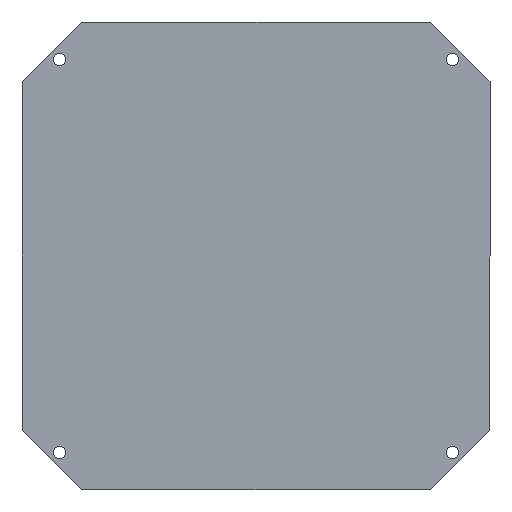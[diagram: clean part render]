
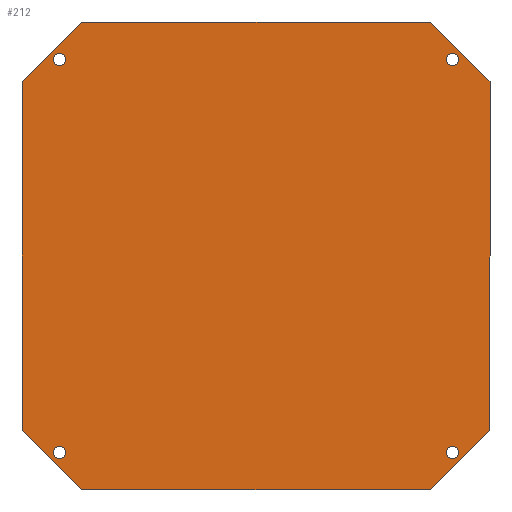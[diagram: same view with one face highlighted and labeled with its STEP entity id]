
A CAD part, front view. The second image highlights one B-rep face of the part: STEP entity #212.
In plain terms, the highlighted planar face has unit normal (0, -1, 0).
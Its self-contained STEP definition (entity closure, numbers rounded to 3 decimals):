
#9 = CARTESIAN_POINT ( 'NONE',  ( -125., 0., 93. ) ) ;
#10 = ORIENTED_EDGE ( 'NONE', *, *, #664, .T. ) ;
#15 = ORIENTED_EDGE ( 'NONE', *, *, #460, .T. ) ;
#16 = EDGE_CURVE ( 'NONE', #222, #63, #350, .T. ) ;
#26 = VERTEX_POINT ( 'NONE', #286 ) ;
#27 = CARTESIAN_POINT ( 'NONE',  ( 93., 0., -125. ) ) ;
#28 = CARTESIAN_POINT ( 'NONE',  ( 105., 0., -105. ) ) ;
#29 = EDGE_LOOP ( 'NONE', ( #260, #421 ) ) ;
#37 = DIRECTION ( 'NONE',  ( 0., 0., 1. ) ) ;
#42 = DIRECTION ( 'NONE',  ( 1., 0., 0. ) ) ;
#44 = LINE ( 'NONE', #446, #123 ) ;
#48 = DIRECTION ( 'NONE',  ( 0., 1., 0. ) ) ;
#52 = CARTESIAN_POINT ( 'NONE',  ( -125., 0., -125. ) ) ;
#55 = AXIS2_PLACEMENT_3D ( 'NONE', #28, #342, #37 ) ;
#60 = EDGE_CURVE ( 'NONE', #435, #464, #89, .T. ) ;
#62 = CIRCLE ( 'NONE', #520, 3.25 ) ;
#63 = VERTEX_POINT ( 'NONE', #95 ) ;
#65 = ORIENTED_EDGE ( 'NONE', *, *, #491, .T. ) ;
#67 = ORIENTED_EDGE ( 'NONE', *, *, #305, .F. ) ;
#68 = EDGE_CURVE ( 'NONE', #63, #222, #470, .T. ) ;
#70 = PLANE ( 'NONE',  #93 ) ;
#74 = CARTESIAN_POINT ( 'NONE',  ( -125., 0., -93. ) ) ;
#89 = LINE ( 'NONE', #395, #386 ) ;
#92 = CARTESIAN_POINT ( 'NONE',  ( -105., 0., 108.25 ) ) ;
#93 = AXIS2_PLACEMENT_3D ( 'NONE', #340, #273, #393 ) ;
#95 = CARTESIAN_POINT ( 'NONE',  ( -105., 0., -108.25 ) ) ;
#97 = EDGE_CURVE ( 'NONE', #509, #623, #44, .T. ) ;
#98 = CARTESIAN_POINT ( 'NONE',  ( 105., 0., -105. ) ) ;
#102 = ORIENTED_EDGE ( 'NONE', *, *, #16, .T. ) ;
#107 = VERTEX_POINT ( 'NONE', #494 ) ;
#120 = ORIENTED_EDGE ( 'NONE', *, *, #436, .T. ) ;
#123 = VECTOR ( 'NONE', #238, 1000. ) ;
#129 = DIRECTION ( 'NONE',  ( 0., 1., 0. ) ) ;
#132 = DIRECTION ( 'NONE',  ( 0., 1., 0. ) ) ;
#134 = DIRECTION ( 'NONE',  ( 0., 0., -1. ) ) ;
#135 = AXIS2_PLACEMENT_3D ( 'NONE', #290, #555, #134 ) ;
#136 = EDGE_CURVE ( 'NONE', #215, #26, #609, .T. ) ;
#137 = CARTESIAN_POINT ( 'NONE',  ( 125., 0., 93. ) ) ;
#149 = DIRECTION ( 'NONE',  ( -0.707, 0., -0.707 ) ) ;
#152 = ORIENTED_EDGE ( 'NONE', *, *, #68, .T. ) ;
#154 = DIRECTION ( 'NONE',  ( 0., 0., 1. ) ) ;
#156 = EDGE_LOOP ( 'NONE', ( #339, #10 ) ) ;
#157 = CARTESIAN_POINT ( 'NONE',  ( -105., 0., 105. ) ) ;
#158 = LINE ( 'NONE', #52, #371 ) ;
#175 = CIRCLE ( 'NONE', #485, 3.25 ) ;
#177 = AXIS2_PLACEMENT_3D ( 'NONE', #199, #246, #595 ) ;
#184 = AXIS2_PLACEMENT_3D ( 'NONE', #507, #314, #154 ) ;
#186 = EDGE_LOOP ( 'NONE', ( #423, #120 ) ) ;
#199 = CARTESIAN_POINT ( 'NONE',  ( -105., 0., -105. ) ) ;
#204 = CARTESIAN_POINT ( 'NONE',  ( -125., 0., 125. ) ) ;
#212 = ADVANCED_FACE ( 'NONE', ( #444, #434, #636, #329, #488 ), #70, .F. ) ;
#215 = VERTEX_POINT ( 'NONE', #385 ) ;
#218 = AXIS2_PLACEMENT_3D ( 'NONE', #157, #559, #253 ) ;
#220 = ORIENTED_EDGE ( 'NONE', *, *, #60, .F. ) ;
#221 = EDGE_LOOP ( 'NONE', ( #225, #349, #220, #15, #67, #630, #360, #65 ) ) ;
#222 = VERTEX_POINT ( 'NONE', #284 ) ;
#225 = ORIENTED_EDGE ( 'NONE', *, *, #622, .F. ) ;
#238 = DIRECTION ( 'NONE',  ( 0., 0., 1. ) ) ;
#239 = VECTOR ( 'NONE', #42, 1000. ) ;
#246 = DIRECTION ( 'NONE',  ( 0., 1., 0. ) ) ;
#247 = EDGE_CURVE ( 'NONE', #528, #464, #438, .T. ) ;
#253 = DIRECTION ( 'NONE',  ( 0., 0., 1. ) ) ;
#260 = ORIENTED_EDGE ( 'NONE', *, *, #374, .T. ) ;
#273 = DIRECTION ( 'NONE',  ( 0., 1., 0. ) ) ;
#280 = CARTESIAN_POINT ( 'NONE',  ( 105., 0., 101.75 ) ) ;
#284 = CARTESIAN_POINT ( 'NONE',  ( -105., 0., -101.75 ) ) ;
#286 = CARTESIAN_POINT ( 'NONE',  ( 105., 0., -101.75 ) ) ;
#288 = DIRECTION ( 'NONE',  ( 0.707, 0., 0.707 ) ) ;
#289 = CARTESIAN_POINT ( 'NONE',  ( -105., 0., 101.75 ) ) ;
#290 = CARTESIAN_POINT ( 'NONE',  ( -105., 0., -105. ) ) ;
#291 = CARTESIAN_POINT ( 'NONE',  ( 93., 0., 125. ) ) ;
#293 = DIRECTION ( 'NONE',  ( 0., 0., -1. ) ) ;
#305 = EDGE_CURVE ( 'NONE', #587, #361, #610, .T. ) ;
#310 = CIRCLE ( 'NONE', #543, 3.25 ) ;
#314 = DIRECTION ( 'NONE',  ( 0., 1., 0. ) ) ;
#329 = FACE_BOUND ( 'NONE', #186, .T. ) ;
#336 = DIRECTION ( 'NONE',  ( 0.707, 0., -0.707 ) ) ;
#339 = ORIENTED_EDGE ( 'NONE', *, *, #136, .T. ) ;
#340 = CARTESIAN_POINT ( 'NONE',  ( 0., 0., 0. ) ) ;
#341 = CARTESIAN_POINT ( 'NONE',  ( 105., 0., 105. ) ) ;
#342 = DIRECTION ( 'NONE',  ( 0., 1., 0. ) ) ;
#349 = ORIENTED_EDGE ( 'NONE', *, *, #247, .T. ) ;
#350 = CIRCLE ( 'NONE', #135, 3.25 ) ;
#360 = ORIENTED_EDGE ( 'NONE', *, *, #97, .F. ) ;
#361 = VERTEX_POINT ( 'NONE', #291 ) ;
#367 = DIRECTION ( 'NONE',  ( -1., 0., 0. ) ) ;
#371 = VECTOR ( 'NONE', #367, 1000. ) ;
#374 = EDGE_CURVE ( 'NONE', #561, #431, #429, .T. ) ;
#385 = CARTESIAN_POINT ( 'NONE',  ( 105., 0., -108.25 ) ) ;
#386 = VECTOR ( 'NONE', #655, 1000. ) ;
#391 = DIRECTION ( 'NONE',  ( -0.707, 0., 0.707 ) ) ;
#393 = DIRECTION ( 'NONE',  ( 0., 0., 1. ) ) ;
#395 = CARTESIAN_POINT ( 'NONE',  ( 125., 0., -125. ) ) ;
#399 = LINE ( 'NONE', #657, #430 ) ;
#402 = CARTESIAN_POINT ( 'NONE',  ( 125., 0., 93. ) ) ;
#407 = EDGE_CURVE ( 'NONE', #587, #623, #563, .T. ) ;
#413 = CARTESIAN_POINT ( 'NONE',  ( -93., 0., 125. ) ) ;
#414 = CARTESIAN_POINT ( 'NONE',  ( -93., 0., -125. ) ) ;
#421 = ORIENTED_EDGE ( 'NONE', *, *, #624, .T. ) ;
#423 = ORIENTED_EDGE ( 'NONE', *, *, #553, .T. ) ;
#429 = CIRCLE ( 'NONE', #218, 3.25 ) ;
#430 = VECTOR ( 'NONE', #336, 1000. ) ;
#431 = VERTEX_POINT ( 'NONE', #92 ) ;
#434 = FACE_BOUND ( 'NONE', #156, .T. ) ;
#435 = VERTEX_POINT ( 'NONE', #137 ) ;
#436 = EDGE_CURVE ( 'NONE', #107, #517, #310, .T. ) ;
#438 = LINE ( 'NONE', #481, #566 ) ;
#444 = FACE_OUTER_BOUND ( 'NONE', #221, .T. ) ;
#446 = CARTESIAN_POINT ( 'NONE',  ( -125., 0., -125. ) ) ;
#452 = LINE ( 'NONE', #402, #640 ) ;
#456 = CARTESIAN_POINT ( 'NONE',  ( 105., 0., 105. ) ) ;
#459 = CARTESIAN_POINT ( 'NONE',  ( 125., 0., -93. ) ) ;
#460 = EDGE_CURVE ( 'NONE', #435, #361, #452, .T. ) ;
#464 = VERTEX_POINT ( 'NONE', #459 ) ;
#470 = CIRCLE ( 'NONE', #177, 3.25 ) ;
#481 = CARTESIAN_POINT ( 'NONE',  ( 93., 0., -125. ) ) ;
#485 = AXIS2_PLACEMENT_3D ( 'NONE', #456, #132, #654 ) ;
#488 = FACE_BOUND ( 'NONE', #29, .T. ) ;
#491 = EDGE_CURVE ( 'NONE', #509, #591, #399, .T. ) ;
#494 = CARTESIAN_POINT ( 'NONE',  ( 105., 0., 108.25 ) ) ;
#507 = CARTESIAN_POINT ( 'NONE',  ( -105., 0., 105. ) ) ;
#509 = VERTEX_POINT ( 'NONE', #74 ) ;
#517 = VERTEX_POINT ( 'NONE', #280 ) ;
#518 = DIRECTION ( 'NONE',  ( 0., 0., 1. ) ) ;
#520 = AXIS2_PLACEMENT_3D ( 'NONE', #98, #48, #518 ) ;
#528 = VERTEX_POINT ( 'NONE', #27 ) ;
#540 = CIRCLE ( 'NONE', #184, 3.25 ) ;
#543 = AXIS2_PLACEMENT_3D ( 'NONE', #341, #129, #293 ) ;
#553 = EDGE_CURVE ( 'NONE', #517, #107, #175, .T. ) ;
#555 = DIRECTION ( 'NONE',  ( 0., 1., 0. ) ) ;
#559 = DIRECTION ( 'NONE',  ( 0., 1., 0. ) ) ;
#561 = VERTEX_POINT ( 'NONE', #289 ) ;
#563 = LINE ( 'NONE', #413, #661 ) ;
#566 = VECTOR ( 'NONE', #288, 1000. ) ;
#575 = EDGE_LOOP ( 'NONE', ( #152, #102 ) ) ;
#587 = VERTEX_POINT ( 'NONE', #615 ) ;
#591 = VERTEX_POINT ( 'NONE', #414 ) ;
#595 = DIRECTION ( 'NONE',  ( 0., 0., -1. ) ) ;
#609 = CIRCLE ( 'NONE', #55, 3.25 ) ;
#610 = LINE ( 'NONE', #204, #239 ) ;
#615 = CARTESIAN_POINT ( 'NONE',  ( -93., 0., 125. ) ) ;
#622 = EDGE_CURVE ( 'NONE', #528, #591, #158, .T. ) ;
#623 = VERTEX_POINT ( 'NONE', #9 ) ;
#624 = EDGE_CURVE ( 'NONE', #431, #561, #540, .T. ) ;
#630 = ORIENTED_EDGE ( 'NONE', *, *, #407, .T. ) ;
#636 = FACE_BOUND ( 'NONE', #575, .T. ) ;
#640 = VECTOR ( 'NONE', #391, 1000. ) ;
#654 = DIRECTION ( 'NONE',  ( 0., 0., -1. ) ) ;
#655 = DIRECTION ( 'NONE',  ( 0., 0., -1. ) ) ;
#657 = CARTESIAN_POINT ( 'NONE',  ( -125., 0., -93. ) ) ;
#661 = VECTOR ( 'NONE', #149, 1000. ) ;
#664 = EDGE_CURVE ( 'NONE', #26, #215, #62, .T. ) ;
